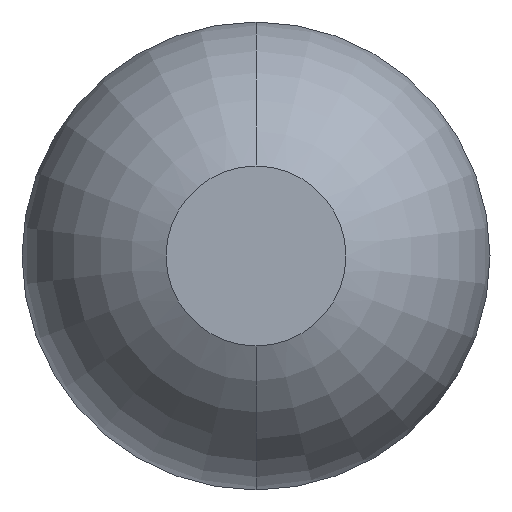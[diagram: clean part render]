
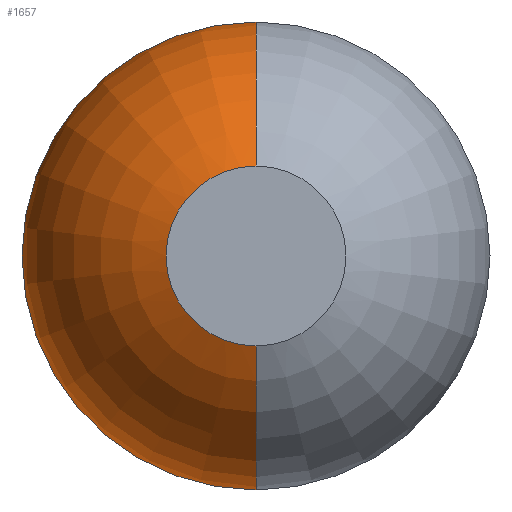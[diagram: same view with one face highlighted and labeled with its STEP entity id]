
A CAD part, front view. The second image highlights one B-rep face of the part: STEP entity #1657.
In plain terms, the highlighted toroidal (fillet/blend) face has major radius 0.01 mm and minor radius 0.4 mm.
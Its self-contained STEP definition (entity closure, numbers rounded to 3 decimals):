
#5 = TOROIDAL_SURFACE ( 'NONE', #3095, -0.01, 0.4 ) ;
#188 = DIRECTION ( 'NONE',  ( -1., 0., 0. ) ) ;
#219 = VERTEX_POINT ( 'NONE', #2136 ) ;
#298 = DIRECTION ( 'NONE',  ( 0., 1., 0. ) ) ;
#399 = EDGE_CURVE ( 'NONE', #219, #2813, #1476, .T. ) ;
#464 = VERTEX_POINT ( 'NONE', #3319 ) ;
#553 = ORIENTED_EDGE ( 'NONE', *, *, #399, .T. ) ;
#840 = VERTEX_POINT ( 'NONE', #2886 ) ;
#919 = ORIENTED_EDGE ( 'NONE', *, *, #1533, .F. ) ;
#943 = DIRECTION ( 'NONE',  ( 0., 0., 1. ) ) ;
#1006 = EDGE_LOOP ( 'NONE', ( #2665, #919, #553, #1649 ) ) ;
#1068 = CIRCLE ( 'NONE', #2986, 0.15 ) ;
#1108 = CIRCLE ( 'NONE', #3210, 0.4 ) ;
#1127 = CARTESIAN_POINT ( 'NONE',  ( 0., -27.333, 0.01 ) ) ;
#1300 = DIRECTION ( 'NONE',  ( 0., 0., 1. ) ) ;
#1338 = CARTESIAN_POINT ( 'NONE',  ( 0., -27.7, 0. ) ) ;
#1388 = CARTESIAN_POINT ( 'NONE',  ( 0., -27.333, 0. ) ) ;
#1463 = CARTESIAN_POINT ( 'NONE',  ( 0., -27.333, 0.39 ) ) ;
#1476 = CIRCLE ( 'NONE', #2222, 0.4 ) ;
#1533 = EDGE_CURVE ( 'Defeature ausgef�hrt1_12+Defeature ausgef�hrt1_0+Defeature ausgef�hrt1_0+Defeature ausgef�hrt1_0', #219, #464, #1068, .T. ) ;
#1649 = ORIENTED_EDGE ( 'NONE', *, *, #2078, .F. ) ;
#1657 = ADVANCED_FACE ( 'Defeature ausgef�hrt1_0', ( #2139 ), #5, .T. ) ;
#1883 = CIRCLE ( 'NONE', #3314, 0.39 ) ;
#2078 = EDGE_CURVE ( 'Defeature ausgef�hrt1_6+Defeature ausgef�hrt1_0+Defeature ausgef�hrt1_0+Defeature ausgef�hrt1_0', #840, #2813, #1883, .T. ) ;
#2136 = CARTESIAN_POINT ( 'NONE',  ( 0., -27.7, 0.15 ) ) ;
#2139 = FACE_OUTER_BOUND ( 'NONE', #1006, .T. ) ;
#2165 = DIRECTION ( 'NONE',  ( 0., 0., -1. ) ) ;
#2222 = AXIS2_PLACEMENT_3D ( 'NONE', #2300, #188, #943 ) ;
#2300 = CARTESIAN_POINT ( 'NONE',  ( 0., -27.333, -0.01 ) ) ;
#2342 = DIRECTION ( 'NONE',  ( 0., -1., 0. ) ) ;
#2357 = DIRECTION ( 'NONE',  ( 0., 0., 1. ) ) ;
#2423 = DIRECTION ( 'NONE',  ( 0., 0., 1. ) ) ;
#2599 = DIRECTION ( 'NONE',  ( 0., 1., 0. ) ) ;
#2665 = ORIENTED_EDGE ( 'NONE', *, *, #2691, .F. ) ;
#2691 = EDGE_CURVE ( 'NONE', #464, #840, #1108, .T. ) ;
#2813 = VERTEX_POINT ( 'NONE', #1463 ) ;
#2886 = CARTESIAN_POINT ( 'NONE',  ( 0., -27.333, -0.39 ) ) ;
#2986 = AXIS2_PLACEMENT_3D ( 'NONE', #1338, #2342, #1300 ) ;
#3007 = DIRECTION ( 'NONE',  ( 1., 0., 0. ) ) ;
#3095 = AXIS2_PLACEMENT_3D ( 'NONE', #1388, #298, #2423 ) ;
#3137 = CARTESIAN_POINT ( 'NONE',  ( 0., -27.333, 0. ) ) ;
#3210 = AXIS2_PLACEMENT_3D ( 'NONE', #1127, #3007, #2165 ) ;
#3314 = AXIS2_PLACEMENT_3D ( 'NONE', #3137, #2599, #2357 ) ;
#3319 = CARTESIAN_POINT ( 'NONE',  ( 0., -27.7, -0.15 ) ) ;
